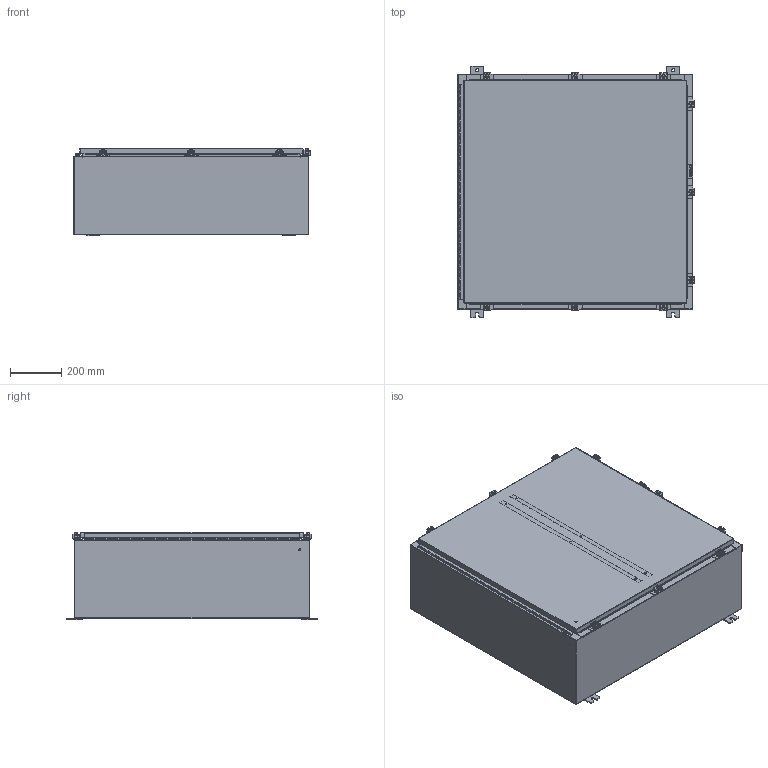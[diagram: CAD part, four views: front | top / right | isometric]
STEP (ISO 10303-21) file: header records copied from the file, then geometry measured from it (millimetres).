
FILE_DESCRIPTION (( 'STEP AP203' ), '1' );
FILE_NAME ('N36H3612WP.STEP', '2014-03-24T22:57:45', ( 'changeme' ), ( 'Microsoft' ), 'SwSTEP 2.0', 'SolidWorks 2013', '' );
FILE_SCHEMA (( 'CONFIG_CONTROL_DESIGN' ));
Length unit declared in the file: inch
Products named in the file (23): N36H3612SSWP Body; N36H3612SSWP Enclosure Stiffener; N36H3612SSWP Hinge Enclosure Side2; N36H3612SSWP Bottom; N36H3612SSWP Clamp Bracket; N36H3612SSWP Hinge Cover Side; N36H3612SSWP Top; N36H3612SSWP 22101002; N36H3612SSWP 125 Pin Hinge; 10_30 CD Stud; N36H3612SSWP Clamp Top; N36H3612SSWP Mounting Feet; N36H3612WP; N36H3612SSWP 22104005_DEFAULT; Quarter-20 CD Stud; N36H3612SSWP Clamp Assembly; N36H3612SSWP Door Stiffener; N36H3612SSWP Standard Clamps; N36H3612SSWP Padlock Staple; N36H3612SSWP Backpanel; N36H3612SSWP Cover; N36H3612SSWP Padlock Hasp; N36H3612SSWP Mounting Studs
Assembly tree (48 placements, depth 4):
  N36H3612WP
    N36H3612SSWP Backpanel
    N36H3612SSWP Mounting Studs  x8
    N36H3612SSWP 125 Pin Hinge
      N36H3612SSWP Hinge Enclosure Side2
      N36H3612SSWP Hinge Cover Side
    N36H3612SSWP Mounting Feet  x4
    Quarter-20 CD Stud  x2
    N36H3612SSWP Door Stiffener
    N36H3612SSWP Padlock Staple
    N36H3612SSWP Padlock Hasp
    N36H3612SSWP Enclosure Stiffener  x2
    N36H3612SSWP Standard Clamps  x9
      N36H3612SSWP Clamp Bracket
      N36H3612SSWP Clamp Assembly
        N36H3612SSWP 22101002  x2
        N36H3612SSWP Clamp Top
        N36H3612SSWP 22104005_DEFAULT
    N36H3612SSWP Cover
    N36H3612SSWP Body
    N36H3612SSWP Bottom
    N36H3612SSWP Top
    10_30 CD Stud  x6
Bounding box: 919.75 x 977.9 x 340.07 mm (x, y, z)
Volume: 8286542.6 mm3; surface area: 8174169.8 mm2
Topology: 77 solids, 77 shells, 2710 faces, 6700 edges, 4194 vertices
Faces by surface type: plane 1382, cylinder 1108, torus 102, cone 98, bspline 20
Entity records: 46341 total; most frequent: CARTESIAN_POINT 8097, DIRECTION 7694, ORIENTED_EDGE 7156, EDGE_CURVE 3578, AXIS2_PLACEMENT_3D 2695, VECTOR 2304, LINE 2304, VERTEX_POINT 2196
